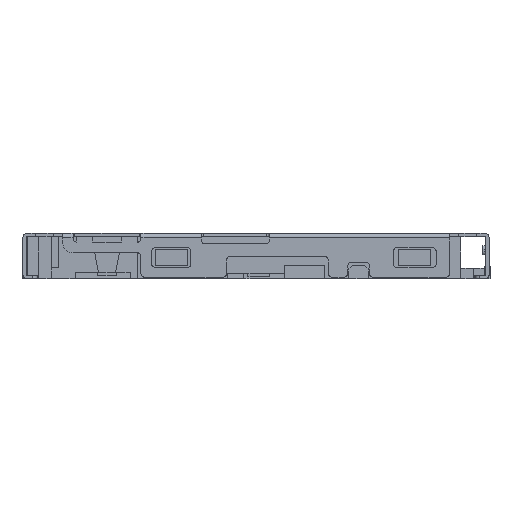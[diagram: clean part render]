
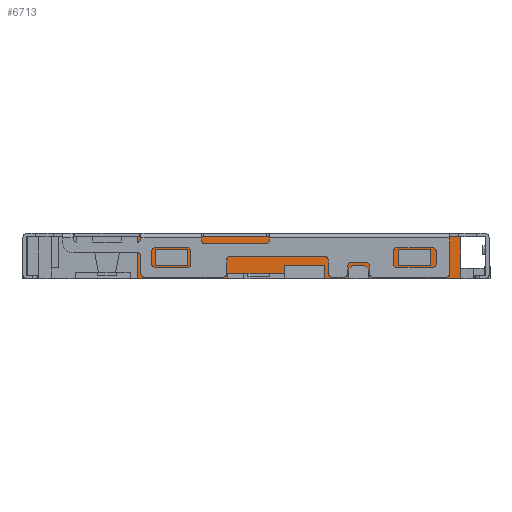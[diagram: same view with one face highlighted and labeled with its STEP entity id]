
A CAD part, front view. The second image highlights one B-rep face of the part: STEP entity #6713.
In plain terms, the highlighted planar face has unit normal (0, -1, 0).
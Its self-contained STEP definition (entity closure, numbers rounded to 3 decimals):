
#42=VERTEX_POINT('',#43);
#43=CARTESIAN_POINT('',(5.73,-5.78,-0.585));
#49=EDGE_CURVE('',#42,#50,#52,.T.);
#50=VERTEX_POINT('',#51);
#51=CARTESIAN_POINT('',(3.14,-5.78,-0.585));
#52=LINE('',#53,#54);
#53=CARTESIAN_POINT('',(5.73,-5.78,-0.585));
#54=VECTOR('',#55,1.0);
#55=DIRECTION('',(-1.0,0.0,0.0));
#74=VERTEX_POINT('',#75);
#75=CARTESIAN_POINT('',(2.6,-5.78,-0.585));
#81=EDGE_CURVE('',#74,#82,#84,.T.);
#82=VERTEX_POINT('',#83);
#83=CARTESIAN_POINT('',(1.921,-5.78,-0.585));
#84=LINE('',#85,#86);
#85=CARTESIAN_POINT('',(2.6,-5.78,-0.585));
#86=VECTOR('',#87,1.0);
#87=DIRECTION('',(-1.0,0.0,0.0));
#218=VERTEX_POINT('',#219);
#219=CARTESIAN_POINT('',(-0.8,-5.78,-0.585));
#225=EDGE_CURVE('',#218,#226,#228,.T.);
#226=VERTEX_POINT('',#227);
#227=CARTESIAN_POINT('',(-3.32,-5.78,-0.585));
#228=LINE('',#229,#230);
#229=CARTESIAN_POINT('',(-0.8,-5.78,-0.585));
#230=VECTOR('',#231,1.0);
#231=DIRECTION('',(-1.0,0.0,0.0));
#2370=VERTEX_POINT('',#2371);
#2371=CARTESIAN_POINT('',(-3.22,-5.78,0.585));
#2377=EDGE_CURVE('',#2370,#2378,#2380,.F.);
#2378=VERTEX_POINT('',#2379);
#2379=CARTESIAN_POINT('',(-1.52,-5.78,0.585));
#2380=LINE('',#2381,#2382);
#2381=CARTESIAN_POINT('',(-1.52,-5.78,0.585));
#2382=VECTOR('',#2383,1.0);
#2383=DIRECTION('',(-1.0,0.0,0.0));
#2410=VERTEX_POINT('',#2411);
#2411=CARTESIAN_POINT('',(0.37,-5.78,0.585));
#2417=EDGE_CURVE('',#2410,#2418,#2420,.F.);
#2418=VERTEX_POINT('',#2419);
#2419=CARTESIAN_POINT('',(5.42,-5.78,0.585));
#2420=LINE('',#2421,#2422);
#2421=CARTESIAN_POINT('',(5.42,-5.78,0.585));
#2422=VECTOR('',#2423,1.0);
#2423=DIRECTION('',(-1.0,0.0,0.0));
#2935=VERTEX_POINT('',#2936);
#2936=CARTESIAN_POINT('',(5.675,-5.78,0.585));
#2942=EDGE_CURVE('',#2935,#2943,#2945,.F.);
#2943=VERTEX_POINT('',#2944);
#2944=CARTESIAN_POINT('',(5.73,-5.78,0.585));
#2945=LINE('',#2946,#2947);
#2946=CARTESIAN_POINT('',(5.73,-5.78,0.585));
#2947=VECTOR('',#2948,1.0);
#2948=DIRECTION('',(-1.0,0.,0.0));
#6223=EDGE_CURVE('',#2418,#2935,#6224,.F.);
#6224=LINE('',#6225,#6226);
#6225=CARTESIAN_POINT('',(5.675,-5.78,0.585));
#6226=VECTOR('',#6227,1.0);
#6227=DIRECTION('',(-1.0,0.0,0.0));
#6402=VERTEX_POINT('',#6403);
#6403=CARTESIAN_POINT('',(-3.32,-5.78,0.585));
#6409=EDGE_CURVE('',#6402,#2370,#6410,.F.);
#6410=LINE('',#6411,#6412);
#6411=CARTESIAN_POINT('',(-3.22,-5.78,0.585));
#6412=VECTOR('',#6413,1.0);
#6413=DIRECTION('',(-1.0,0.0,0.0));
#6481=EDGE_CURVE('',#2378,#2410,#6482,.F.);
#6482=LINE('',#6483,#6484);
#6483=CARTESIAN_POINT('',(0.37,-5.78,0.585));
#6484=VECTOR('',#6485,1.0);
#6485=DIRECTION('',(-1.0,0.0,0.0));
#6713=ADVANCED_FACE('',(#6714,#6829,#6863),#6897,.F.);
#6714=FACE_BOUND('',#6715,.T.);
#6715=EDGE_LOOP('',(#6716,#6717,#6718,#6719,#6720,#6721,#6727,#6728,#6736,#6744,#6752,#6760,#6768,#6776,#6782,#6783,#6791,#6799,#6807,#6815,#6821,#6822,#6828));
#6716=ORIENTED_EDGE('',*,*,#6223,.F.);
#6717=ORIENTED_EDGE('',*,*,#2417,.F.);
#6718=ORIENTED_EDGE('',*,*,#6481,.F.);
#6719=ORIENTED_EDGE('',*,*,#2377,.F.);
#6720=ORIENTED_EDGE('',*,*,#6409,.F.);
#6721=ORIENTED_EDGE('',*,*,#6722,.T.);
#6722=EDGE_CURVE('',#6402,#226,#6723,.T.);
#6723=LINE('',#6724,#6725);
#6724=CARTESIAN_POINT('',(-3.32,-5.78,0.585));
#6725=VECTOR('',#6726,1.0);
#6726=DIRECTION('',(0.0,0.0,-1.0));
#6727=ORIENTED_EDGE('',*,*,#225,.F.);
#6728=ORIENTED_EDGE('',*,*,#6729,.T.);
#6729=EDGE_CURVE('',#218,#6730,#6732,.T.);
#6730=VERTEX_POINT('',#6731);
#6731=CARTESIAN_POINT('',(-0.8,-5.78,-0.435));
#6732=LINE('',#6733,#6734);
#6733=CARTESIAN_POINT('',(-0.8,-5.78,-0.585));
#6734=VECTOR('',#6735,1.0);
#6735=DIRECTION('',(0.0,0.0,1.0));
#6736=ORIENTED_EDGE('',*,*,#6737,.T.);
#6737=EDGE_CURVE('',#6730,#6738,#6740,.F.);
#6738=VERTEX_POINT('',#6739);
#6739=CARTESIAN_POINT('',(-0.225,-5.78,-0.435));
#6740=LINE('',#6741,#6742);
#6741=CARTESIAN_POINT('',(-0.225,-5.78,-0.435));
#6742=VECTOR('',#6743,1.0);
#6743=DIRECTION('',(-1.0,0.0,0.0));
#6744=ORIENTED_EDGE('',*,*,#6745,.T.);
#6745=EDGE_CURVE('',#6738,#6746,#6748,.F.);
#6746=VERTEX_POINT('',#6747);
#6747=CARTESIAN_POINT('',(0.375,-5.78,-0.435));
#6748=LINE('',#6749,#6750);
#6749=CARTESIAN_POINT('',(0.375,-5.78,-0.435));
#6750=VECTOR('',#6751,1.0);
#6751=DIRECTION('',(-1.0,0.0,0.0));
#6752=ORIENTED_EDGE('',*,*,#6753,.T.);
#6753=EDGE_CURVE('',#6746,#6754,#6756,.F.);
#6754=VERTEX_POINT('',#6755);
#6755=CARTESIAN_POINT('',(0.796,-5.78,-0.435));
#6756=LINE('',#6757,#6758);
#6757=CARTESIAN_POINT('',(0.796,-5.78,-0.435));
#6758=VECTOR('',#6759,1.0);
#6759=DIRECTION('',(-1.0,0.0,0.0));
#6760=ORIENTED_EDGE('',*,*,#6761,.T.);
#6761=EDGE_CURVE('',#6754,#6762,#6764,.T.);
#6762=VERTEX_POINT('',#6763);
#6763=CARTESIAN_POINT('',(0.796,-5.78,-0.215));
#6764=LINE('',#6765,#6766);
#6765=CARTESIAN_POINT('',(0.796,-5.78,-0.435));
#6766=VECTOR('',#6767,1.0);
#6767=DIRECTION('',(0.0,0.0,1.0));
#6768=ORIENTED_EDGE('',*,*,#6769,.T.);
#6769=EDGE_CURVE('',#6762,#6770,#6772,.F.);
#6770=VERTEX_POINT('',#6771);
#6771=CARTESIAN_POINT('',(1.921,-5.78,-0.215));
#6772=LINE('',#6773,#6774);
#6773=CARTESIAN_POINT('',(1.921,-5.78,-0.215));
#6774=VECTOR('',#6775,1.0);
#6775=DIRECTION('',(-1.0,0.0,0.0));
#6776=ORIENTED_EDGE('',*,*,#6777,.T.);
#6777=EDGE_CURVE('',#6770,#82,#6778,.F.);
#6778=LINE('',#6779,#6780);
#6779=CARTESIAN_POINT('',(1.921,-5.78,-0.585));
#6780=VECTOR('',#6781,1.0);
#6781=DIRECTION('',(0.0,0.0,1.0));
#6782=ORIENTED_EDGE('',*,*,#81,.F.);
#6783=ORIENTED_EDGE('',*,*,#6784,.T.);
#6784=EDGE_CURVE('',#74,#6785,#6787,.T.);
#6785=VERTEX_POINT('',#6786);
#6786=CARTESIAN_POINT('',(2.6,-5.78,-0.315));
#6787=LINE('',#6788,#6789);
#6788=CARTESIAN_POINT('',(2.6,-5.78,-0.585));
#6789=VECTOR('',#6790,1.0);
#6790=DIRECTION('',(0.0,0.0,1.0));
#6791=ORIENTED_EDGE('',*,*,#6792,.T.);
#6792=EDGE_CURVE('',#6785,#6793,#6795,.F.);
#6793=VERTEX_POINT('',#6794);
#6794=CARTESIAN_POINT('',(2.7,-5.78,-0.215));
#6795=LINE('',#6796,#6797);
#6796=CARTESIAN_POINT('',(2.7,-5.78,-0.215));
#6797=VECTOR('',#6798,1.0);
#6798=DIRECTION('',(-0.707,0.0,-0.707));
#6799=ORIENTED_EDGE('',*,*,#6800,.T.);
#6800=EDGE_CURVE('',#6793,#6801,#6803,.F.);
#6801=VERTEX_POINT('',#6802);
#6802=CARTESIAN_POINT('',(3.04,-5.78,-0.215));
#6803=LINE('',#6804,#6805);
#6804=CARTESIAN_POINT('',(3.04,-5.78,-0.215));
#6805=VECTOR('',#6806,1.0);
#6806=DIRECTION('',(-1.0,0.0,0.0));
#6807=ORIENTED_EDGE('',*,*,#6808,.T.);
#6808=EDGE_CURVE('',#6801,#6809,#6811,.F.);
#6809=VERTEX_POINT('',#6810);
#6810=CARTESIAN_POINT('',(3.14,-5.78,-0.315));
#6811=LINE('',#6812,#6813);
#6812=CARTESIAN_POINT('',(3.14,-5.78,-0.315));
#6813=VECTOR('',#6814,1.0);
#6814=DIRECTION('',(-0.707,0.0,0.707));
#6815=ORIENTED_EDGE('',*,*,#6816,.T.);
#6816=EDGE_CURVE('',#6809,#50,#6817,.F.);
#6817=LINE('',#6818,#6819);
#6818=CARTESIAN_POINT('',(3.14,-5.78,-0.585));
#6819=VECTOR('',#6820,1.0);
#6820=DIRECTION('',(0.0,0.0,1.0));
#6821=ORIENTED_EDGE('',*,*,#49,.F.);
#6822=ORIENTED_EDGE('',*,*,#6823,.T.);
#6823=EDGE_CURVE('',#42,#2943,#6824,.F.);
#6824=LINE('',#6825,#6826);
#6825=CARTESIAN_POINT('',(5.73,-5.78,0.585));
#6826=VECTOR('',#6827,1.0);
#6827=DIRECTION('',(0.0,0.0,-1.0));
#6828=ORIENTED_EDGE('',*,*,#2942,.F.);
#6829=FACE_BOUND('',#6830,.T.);
#6830=EDGE_LOOP('',(#6831,#6841,#6849,#6857));
#6831=ORIENTED_EDGE('',*,*,#6832,.T.);
#6832=EDGE_CURVE('',#6833,#6835,#6837,.F.);
#6833=VERTEX_POINT('',#6834);
#6834=CARTESIAN_POINT('',(-2.82,-5.78,0.225));
#6835=VERTEX_POINT('',#6836);
#6836=CARTESIAN_POINT('',(-1.92,-5.78,0.225));
#6837=LINE('',#6838,#6839);
#6838=CARTESIAN_POINT('',(-1.92,-5.78,0.225));
#6839=VECTOR('',#6840,1.0);
#6840=DIRECTION('',(-1.0,0.0,0.0));
#6841=ORIENTED_EDGE('',*,*,#6842,.T.);
#6842=EDGE_CURVE('',#6835,#6843,#6845,.F.);
#6843=VERTEX_POINT('',#6844);
#6844=CARTESIAN_POINT('',(-1.92,-5.78,-0.225));
#6845=LINE('',#6846,#6847);
#6846=CARTESIAN_POINT('',(-1.92,-5.78,-0.225));
#6847=VECTOR('',#6848,1.0);
#6848=DIRECTION('',(0.0,0.0,1.0));
#6849=ORIENTED_EDGE('',*,*,#6850,.T.);
#6850=EDGE_CURVE('',#6843,#6851,#6853,.F.);
#6851=VERTEX_POINT('',#6852);
#6852=CARTESIAN_POINT('',(-2.82,-5.78,-0.225));
#6853=LINE('',#6854,#6855);
#6854=CARTESIAN_POINT('',(-2.82,-5.78,-0.225));
#6855=VECTOR('',#6856,1.0);
#6856=DIRECTION('',(1.0,0.0,0.0));
#6857=ORIENTED_EDGE('',*,*,#6858,.T.);
#6858=EDGE_CURVE('',#6851,#6833,#6859,.F.);
#6859=LINE('',#6860,#6861);
#6860=CARTESIAN_POINT('',(-2.82,-5.78,0.225));
#6861=VECTOR('',#6862,1.0);
#6862=DIRECTION('',(0.0,0.0,-1.0));
#6863=FACE_BOUND('',#6864,.T.);
#6864=EDGE_LOOP('',(#6865,#6875,#6883,#6891));
#6865=ORIENTED_EDGE('',*,*,#6866,.T.);
#6866=EDGE_CURVE('',#6867,#6869,#6871,.F.);
#6867=VERTEX_POINT('',#6868);
#6868=CARTESIAN_POINT('',(3.99,-5.78,0.225));
#6869=VERTEX_POINT('',#6870);
#6870=CARTESIAN_POINT('',(4.89,-5.78,0.225));
#6871=LINE('',#6872,#6873);
#6872=CARTESIAN_POINT('',(4.89,-5.78,0.225));
#6873=VECTOR('',#6874,1.0);
#6874=DIRECTION('',(-1.0,0.0,0.0));
#6875=ORIENTED_EDGE('',*,*,#6876,.T.);
#6876=EDGE_CURVE('',#6869,#6877,#6879,.F.);
#6877=VERTEX_POINT('',#6878);
#6878=CARTESIAN_POINT('',(4.89,-5.78,-0.225));
#6879=LINE('',#6880,#6881);
#6880=CARTESIAN_POINT('',(4.89,-5.78,-0.225));
#6881=VECTOR('',#6882,1.0);
#6882=DIRECTION('',(0.0,0.0,1.0));
#6883=ORIENTED_EDGE('',*,*,#6884,.T.);
#6884=EDGE_CURVE('',#6877,#6885,#6887,.F.);
#6885=VERTEX_POINT('',#6886);
#6886=CARTESIAN_POINT('',(3.99,-5.78,-0.225));
#6887=LINE('',#6888,#6889);
#6888=CARTESIAN_POINT('',(3.99,-5.78,-0.225));
#6889=VECTOR('',#6890,1.0);
#6890=DIRECTION('',(1.0,0.0,0.0));
#6891=ORIENTED_EDGE('',*,*,#6892,.T.);
#6892=EDGE_CURVE('',#6885,#6867,#6893,.F.);
#6893=LINE('',#6894,#6895);
#6894=CARTESIAN_POINT('',(3.99,-5.78,0.225));
#6895=VECTOR('',#6896,1.0);
#6896=DIRECTION('',(0.0,0.0,-1.0));
#6897=PLANE('',#6898);
#6898=AXIS2_PLACEMENT_3D('',#6899,#6900,#6901);
#6899=CARTESIAN_POINT('',(5.73,-5.78,0.585));
#6900=DIRECTION('',(0.0,1.0,0.0));
#6901=DIRECTION('',(-1.0,0.0,0.0));
